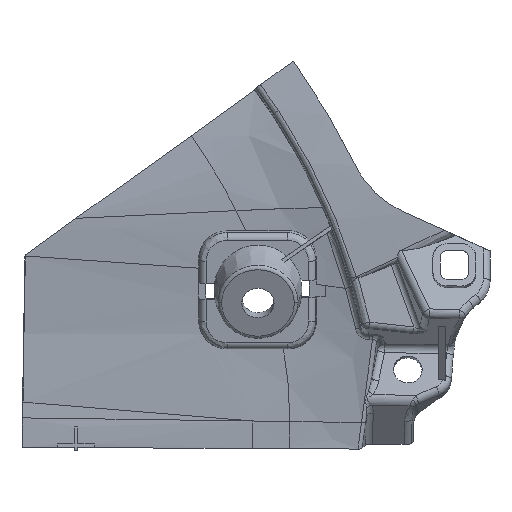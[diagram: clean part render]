
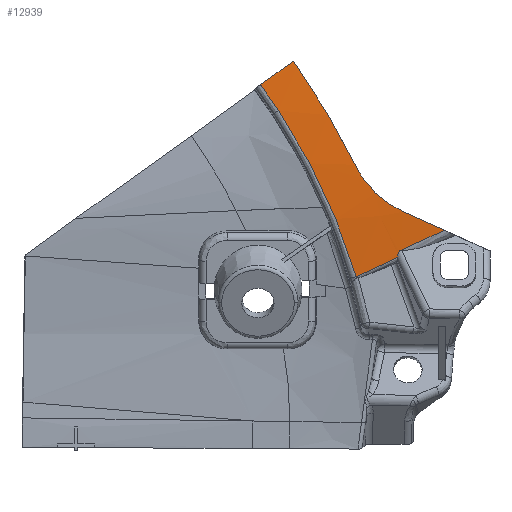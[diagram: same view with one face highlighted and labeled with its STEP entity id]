
A CAD part, front view. The second image highlights one B-rep face of the part: STEP entity #12939.
In plain terms, the highlighted free-form (B-spline) face has degree [5, 2] with [6, 3] control points.
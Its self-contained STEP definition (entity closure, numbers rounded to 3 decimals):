
#3199=CARTESIAN_POINT('',(4604.55,-797.903,1593.292));
#3200=VERTEX_POINT('',#3199);
#3287=CARTESIAN_POINT('',(4604.187,-797.921,1593.303));
#3288=VERTEX_POINT('',#3287);
#3307=CARTESIAN_POINT('',(4604.55,-797.903,1593.292));
#3308=CARTESIAN_POINT('',(4604.429,-797.909,1593.296));
#3309=CARTESIAN_POINT('',(4604.308,-797.915,1593.299));
#3310=CARTESIAN_POINT('',(4604.187,-797.921,1593.303));
#3311=B_SPLINE_CURVE_WITH_KNOTS('',3,(#3307,#3308,#3309,#3310),.UNSPECIFIED.,.F.,.U.,(4,4),(0.,0.511),.UNSPECIFIED.);
#3312=EDGE_CURVE('',#3200,#3288,#3311,.T.);
#6198=CARTESIAN_POINT('',(4603.421,-797.714,1591.328));
#6199=VERTEX_POINT('',#6198);
#6200=CARTESIAN_POINT('',(4604.55,-797.903,1593.292));
#6201=CARTESIAN_POINT('',(4604.464,-797.907,1593.295));
#6202=CARTESIAN_POINT('',(4604.378,-797.911,1593.289));
#6203=CARTESIAN_POINT('',(4604.292,-797.913,1593.274));
#6204=CARTESIAN_POINT('',(4604.142,-797.914,1593.229));
#6205=CARTESIAN_POINT('',(4604.006,-797.911,1593.151));
#6206=CARTESIAN_POINT('',(4603.95,-797.908,1593.11));
#6207=CARTESIAN_POINT('',(4603.838,-797.902,1593.013));
#6208=CARTESIAN_POINT('',(4603.746,-797.892,1592.898));
#6209=CARTESIAN_POINT('',(4603.703,-797.886,1592.833));
#6210=CARTESIAN_POINT('',(4603.57,-797.864,1592.596));
#6211=CARTESIAN_POINT('',(4603.491,-797.835,1592.334));
#6212=CARTESIAN_POINT('',(4603.454,-797.814,1592.144));
#6213=CARTESIAN_POINT('',(4603.421,-797.781,1591.866));
#6214=CARTESIAN_POINT('',(4603.415,-797.747,1591.587));
#6215=CARTESIAN_POINT('',(4603.415,-797.736,1591.501));
#6216=CARTESIAN_POINT('',(4603.417,-797.725,1591.414));
#6217=CARTESIAN_POINT('',(4603.421,-797.714,1591.328));
#6218=B_SPLINE_CURVE_WITH_KNOTS('',5,(#6200,#6201,#6202,#6203,#6204,#6205,#6206,#6207,#6208,#6209,#6210,#6211,#6212,#6213,#6214,#6215,#6216,#6217),.UNSPECIFIED.,.F.,.U.,(6,3,3,3,3,6),(0.,0.607,1.098,1.653,3.029,3.645),.UNSPECIFIED.);
#6219=EDGE_CURVE('',#3200,#6199,#6218,.T.);
#6505=CARTESIAN_POINT('',(4604.995,-798.924,1604.163));
#6506=VERTEX_POINT('',#6505);
#6513=CARTESIAN_POINT('',(4616.48,-798.051,1598.965));
#6514=VERTEX_POINT('',#6513);
#6515=CARTESIAN_POINT('',(4616.48,-798.051,1598.965));
#6516=CARTESIAN_POINT('',(4612.656,-798.433,1600.695));
#6517=CARTESIAN_POINT('',(4608.827,-798.722,1602.428));
#6518=CARTESIAN_POINT('',(4604.995,-798.924,1604.163));
#6519=B_SPLINE_CURVE_WITH_KNOTS('',3,(#6515,#6516,#6517,#6518),.UNSPECIFIED.,.F.,.U.,(4,4),(0.,17.733),.UNSPECIFIED.);
#6520=EDGE_CURVE('',#6514,#6506,#6519,.T.);
#6626=CARTESIAN_POINT('',(4616.48,-798.051,1598.965));
#6627=CARTESIAN_POINT('',(4612.383,-798.008,1597.077));
#6628=CARTESIAN_POINT('',(4608.285,-797.964,1595.19));
#6629=CARTESIAN_POINT('',(4604.187,-797.921,1593.303));
#6630=B_SPLINE_CURVE_WITH_KNOTS('',3,(#6626,#6627,#6628,#6629),.UNSPECIFIED.,.F.,.U.,(4,4),(0.,19.134),.UNSPECIFIED.);
#6631=EDGE_CURVE('',#6514,#3288,#6630,.T.);
#6955=CARTESIAN_POINT('',(4591.79,-797.592,1585.966));
#6956=VERTEX_POINT('',#6955);
#6957=CARTESIAN_POINT('',(4603.421,-797.714,1591.328));
#6958=CARTESIAN_POINT('',(4599.544,-797.674,1589.541));
#6959=CARTESIAN_POINT('',(4595.667,-797.633,1587.754));
#6960=CARTESIAN_POINT('',(4591.79,-797.592,1585.966));
#6961=B_SPLINE_CURVE_WITH_KNOTS('',3,(#6957,#6958,#6959,#6960),.UNSPECIFIED.,.F.,.U.,(4,4),(0.,18.108),.UNSPECIFIED.);
#6962=EDGE_CURVE('',#6199,#6956,#6961,.T.);
#7369=CARTESIAN_POINT('',(4570.069,-797.76,1632.492));
#7370=VERTEX_POINT('',#7369);
#7382=CARTESIAN_POINT('',(4591.79,-797.592,1585.966));
#7383=CARTESIAN_POINT('',(4588.822,-798.954,1595.829));
#7384=CARTESIAN_POINT('',(4585.165,-799.558,1605.49));
#7385=CARTESIAN_POINT('',(4580.805,-799.465,1614.861));
#7386=CARTESIAN_POINT('',(4575.763,-798.816,1623.871));
#7387=CARTESIAN_POINT('',(4570.069,-797.76,1632.492));
#7388=B_SPLINE_CURVE_WITH_KNOTS('',5,(#7382,#7383,#7384,#7385,#7386,#7387),.UNSPECIFIED.,.F.,.U.,(6,6),(0.,74.165),.UNSPECIFIED.);
#7389=EDGE_CURVE('',#6956,#7370,#7388,.T.);
#10353=CARTESIAN_POINT('',(4591.484,-799.334,1617.296));
#10354=VERTEX_POINT('',#10353);
#10361=CARTESIAN_POINT('',(4604.995,-798.924,1604.163));
#10362=CARTESIAN_POINT('',(4601.474,-799.11,1605.756));
#10363=CARTESIAN_POINT('',(4598.232,-799.273,1607.961));
#10364=CARTESIAN_POINT('',(4595.42,-799.372,1610.71));
#10365=CARTESIAN_POINT('',(4593.153,-799.388,1613.869));
#10366=CARTESIAN_POINT('',(4591.484,-799.334,1617.296));
#10367=B_SPLINE_CURVE_WITH_KNOTS('',5,(#10361,#10362,#10363,#10364,#10365,#10366),.UNSPECIFIED.,.F.,.U.,(6,6),(0.,27.157),.UNSPECIFIED.);
#10368=EDGE_CURVE('',#6506,#10354,#10367,.T.);
#10406=CARTESIAN_POINT('',(4575.258,-796.913,1644.824));
#10407=VERTEX_POINT('',#10406);
#10417=CARTESIAN_POINT('',(4591.484,-799.334,1617.296));
#10418=CARTESIAN_POINT('',(4587.974,-799.219,1624.501));
#10419=CARTESIAN_POINT('',(4584.087,-798.72,1631.509));
#10420=CARTESIAN_POINT('',(4579.844,-797.92,1638.289));
#10421=CARTESIAN_POINT('',(4575.258,-796.913,1644.824));
#10422=B_SPLINE_CURVE_WITH_KNOTS('',4,(#10417,#10418,#10419,#10420,#10421),.UNSPECIFIED.,.F.,.U.,(5,5),(0.,45.678),.UNSPECIFIED.);
#10423=EDGE_CURVE('',#10354,#10407,#10422,.T.);
#12875=CARTESIAN_POINT('',(4552.688,-794.151,1653.143));
#12876=CARTESIAN_POINT('',(4565.157,-794.344,1659.412));
#12877=CARTESIAN_POINT('',(4577.626,-794.537,1665.681));
#12878=CARTESIAN_POINT('',(4560.983,-796.639,1640.043));
#12879=CARTESIAN_POINT('',(4573.453,-796.832,1646.31));
#12880=CARTESIAN_POINT('',(4585.923,-797.026,1652.577));
#12881=CARTESIAN_POINT('',(4569.038,-798.711,1626.773));
#12882=CARTESIAN_POINT('',(4581.508,-798.905,1633.038));
#12883=CARTESIAN_POINT('',(4593.979,-799.099,1639.303));
#12884=CARTESIAN_POINT('',(4576.875,-799.885,1613.298));
#12885=CARTESIAN_POINT('',(4589.347,-800.079,1619.56));
#12886=CARTESIAN_POINT('',(4601.819,-800.272,1625.822));
#12887=CARTESIAN_POINT('',(4584.52,-799.658,1599.577));
#12888=CARTESIAN_POINT('',(4596.994,-799.852,1605.836));
#12889=CARTESIAN_POINT('',(4609.468,-800.046,1612.095));
#12890=CARTESIAN_POINT('',(4591.988,-797.537,1585.596));
#12891=CARTESIAN_POINT('',(4604.464,-797.73,1591.851));
#12892=CARTESIAN_POINT('',(4616.939,-797.924,1598.106));
#12893=B_SPLINE_SURFACE_WITH_KNOTS('',5,2,((#12875,#12876,#12877),(#12878,#12879,#12880),(#12881,#12882,#12883),(#12884,#12885,#12886),(#12887,#12888,#12889),(#12890,#12891,#12892)),.UNSPECIFIED.,.F.,.F.,.U.,(6,6),(3,3),(0.,79.255),(0.,27.915),.UNSPECIFIED.);
#12894=ORIENTED_EDGE('',*,*,#6962,.F.);
#12895=ORIENTED_EDGE('',*,*,#6219,.F.);
#12896=ORIENTED_EDGE('',*,*,#3312,.T.);
#12897=ORIENTED_EDGE('',*,*,#6631,.F.);
#12898=ORIENTED_EDGE('',*,*,#6520,.T.);
#12899=ORIENTED_EDGE('',*,*,#10368,.T.);
#12900=ORIENTED_EDGE('',*,*,#10423,.T.);
#12901=CARTESIAN_POINT('',(4574.234,-796.678,1646.342));
#12902=VERTEX_POINT('',#12901);
#12903=CARTESIAN_POINT('',(4575.258,-796.913,1644.824));
#12904=CARTESIAN_POINT('',(4574.994,-796.855,1645.199));
#12905=CARTESIAN_POINT('',(4574.736,-796.797,1645.577));
#12906=CARTESIAN_POINT('',(4574.482,-796.738,1645.958));
#12907=CARTESIAN_POINT('',(4574.234,-796.678,1646.342));
#12908=B_SPLINE_CURVE_WITH_KNOTS('',4,(#12903,#12904,#12905,#12906,#12907),.UNSPECIFIED.,.F.,.U.,(5,5),(0.,2.621),.UNSPECIFIED.);
#12909=EDGE_CURVE('',#10407,#12902,#12908,.T.);
#12910=ORIENTED_EDGE('E82746',*,*,#12909,.T.);
#12911=CARTESIAN_POINT('',(4565.019,-796.749,1639.727));
#12912=VERTEX_POINT('',#12911);
#12913=CARTESIAN_POINT('',(4565.019,-796.749,1639.727));
#12914=CARTESIAN_POINT('',(4566.276,-796.74,1640.63));
#12915=CARTESIAN_POINT('',(4569.347,-796.717,1642.834));
#12916=CARTESIAN_POINT('',(4572.419,-796.693,1645.039));
#12917=CARTESIAN_POINT('',(4574.234,-796.678,1646.342));
#12918=B_SPLINE_CURVE_WITH_KNOTS('',3,(#12913,#12914,#12915,#12916,#12917),.UNSPECIFIED.,.F.,.U.,(4,1,4),(0.141,0.333,0.611),.UNSPECIFIED.);
#12919=EDGE_CURVE('',#12912,#12902,#12918,.T.);
#12920=ORIENTED_EDGE('E85758',*,*,#12919,.F.);
#12921=CARTESIAN_POINT('',(4565.019,-796.749,1639.727));
#12922=CARTESIAN_POINT('',(4565.415,-796.833,1639.191));
#12923=CARTESIAN_POINT('',(4565.808,-796.916,1638.652));
#12924=CARTESIAN_POINT('',(4566.199,-796.997,1638.111));
#12925=CARTESIAN_POINT('',(4567.094,-797.182,1636.858));
#12926=CARTESIAN_POINT('',(4567.975,-797.358,1635.595));
#12927=CARTESIAN_POINT('',(4568.469,-797.456,1634.877));
#12928=CARTESIAN_POINT('',(4569.086,-797.575,1633.969));
#12929=CARTESIAN_POINT('',(4569.695,-797.69,1633.056));
#12930=CARTESIAN_POINT('',(4569.821,-797.714,1632.866));
#12931=CARTESIAN_POINT('',(4569.945,-797.737,1632.679));
#12932=CARTESIAN_POINT('',(4570.069,-797.76,1632.492));
#12933=B_SPLINE_CURVE_WITH_KNOTS('',5,(#12921,#12922,#12923,#12924,#12925,#12926,#12927,#12928,#12929,#12930,#12931,#12932),.UNSPECIFIED.,.F.,.U.,(6,3,3,6),(18.7,23.46,29.681,31.28),.UNSPECIFIED.);
#12934=EDGE_CURVE('',#12912,#7370,#12933,.T.);
#12935=ORIENTED_EDGE('E82747',*,*,#12934,.T.);
#12936=ORIENTED_EDGE('E82747',*,*,#7389,.F.);
#12937=EDGE_LOOP('',(#12894,#12895,#12896,#12897,#12898,#12899,#12900,#12910,#12920,#12935,#12936));
#12938=FACE_OUTER_BOUND('',#12937,.T.);
#12939=ADVANCED_FACE('F27870',(#12938),#12893,.T.);
